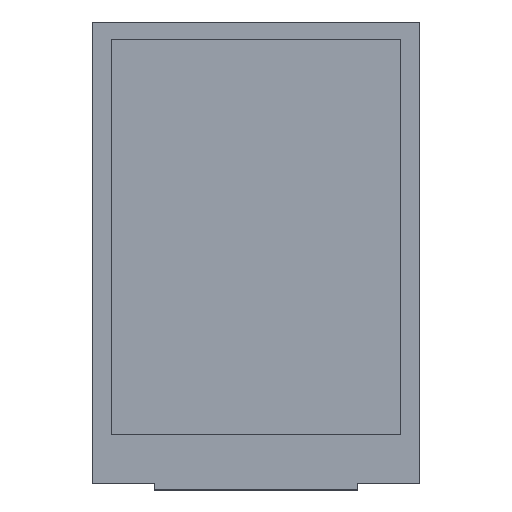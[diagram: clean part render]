
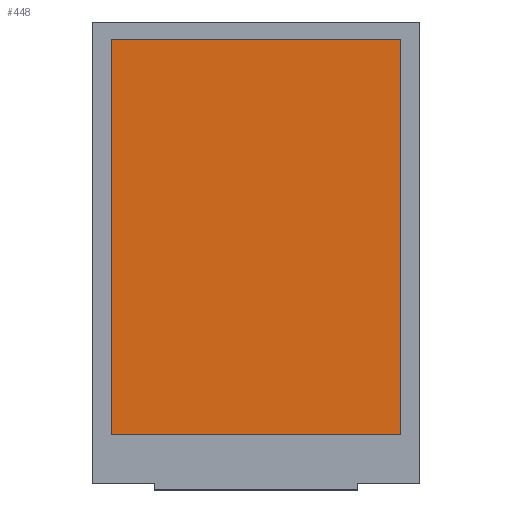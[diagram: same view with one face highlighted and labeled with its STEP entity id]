
A CAD part, top view. The second image highlights one B-rep face of the part: STEP entity #448.
In plain terms, the highlighted planar face has unit normal (0, 0, 1).
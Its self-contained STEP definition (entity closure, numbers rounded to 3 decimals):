
#1 = EDGE_CURVE ( 'NONE', #460, #512, #266, .T. ) ;
#5 = CARTESIAN_POINT ( 'NONE',  ( 0., -25.805, 3.5 ) ) ;
#6 = CARTESIAN_POINT ( 'NONE',  ( 0., 25.805, 3.5 ) ) ;
#10 = CARTESIAN_POINT ( 'NONE',  ( 18.86, 0., 3.5 ) ) ;
#26 = CARTESIAN_POINT ( 'NONE',  ( -18.86, 25.805, 3.5 ) ) ;
#58 = VERTEX_POINT ( 'NONE', #475 ) ;
#83 = EDGE_CURVE ( 'NONE', #58, #334, #103, .T. ) ;
#103 = LINE ( 'NONE', #6, #343 ) ;
#108 = DIRECTION ( 'NONE',  ( 0., -1., 0. ) ) ;
#173 = ORIENTED_EDGE ( 'NONE', *, *, #220, .F. ) ;
#220 = EDGE_CURVE ( 'NONE', #58, #460, #529, .T. ) ;
#243 = CARTESIAN_POINT ( 'NONE',  ( 18.86, -25.805, 3.5 ) ) ;
#254 = VECTOR ( 'NONE', #369, 1000. ) ;
#266 = LINE ( 'NONE', #5, #254 ) ;
#279 = CARTESIAN_POINT ( 'NONE',  ( -18.86, 0., 3.5 ) ) ;
#298 = CARTESIAN_POINT ( 'NONE',  ( 0., 0., 3.5 ) ) ;
#328 = EDGE_CURVE ( 'NONE', #334, #512, #606, .T. ) ;
#334 = VERTEX_POINT ( 'NONE', #26 ) ;
#343 = VECTOR ( 'NONE', #517, 1000. ) ;
#369 = DIRECTION ( 'NONE',  ( -1., 0., 0. ) ) ;
#448 = ADVANCED_FACE ( 'NONE', ( #555 ), #667, .T. ) ;
#460 = VERTEX_POINT ( 'NONE', #243 ) ;
#463 = EDGE_LOOP ( 'NONE', ( #468, #671, #482, #173 ) ) ;
#468 = ORIENTED_EDGE ( 'NONE', *, *, #83, .T. ) ;
#475 = CARTESIAN_POINT ( 'NONE',  ( 18.86, 25.805, 3.5 ) ) ;
#482 = ORIENTED_EDGE ( 'NONE', *, *, #1, .F. ) ;
#494 = AXIS2_PLACEMENT_3D ( 'NONE', #298, #504, #506 ) ;
#504 = DIRECTION ( 'NONE',  ( 0., 0., 1. ) ) ;
#506 = DIRECTION ( 'NONE',  ( 1., 0., 0. ) ) ;
#512 = VERTEX_POINT ( 'NONE', #634 ) ;
#517 = DIRECTION ( 'NONE',  ( -1., 0., 0. ) ) ;
#529 = LINE ( 'NONE', #10, #537 ) ;
#537 = VECTOR ( 'NONE', #108, 1000. ) ;
#555 = FACE_OUTER_BOUND ( 'NONE', #463, .T. ) ;
#577 = VECTOR ( 'NONE', #603, 1000. ) ;
#603 = DIRECTION ( 'NONE',  ( 0., -1., 0. ) ) ;
#606 = LINE ( 'NONE', #279, #577 ) ;
#634 = CARTESIAN_POINT ( 'NONE',  ( -18.86, -25.805, 3.5 ) ) ;
#667 = PLANE ( 'NONE',  #494 ) ;
#671 = ORIENTED_EDGE ( 'NONE', *, *, #328, .T. ) ;
